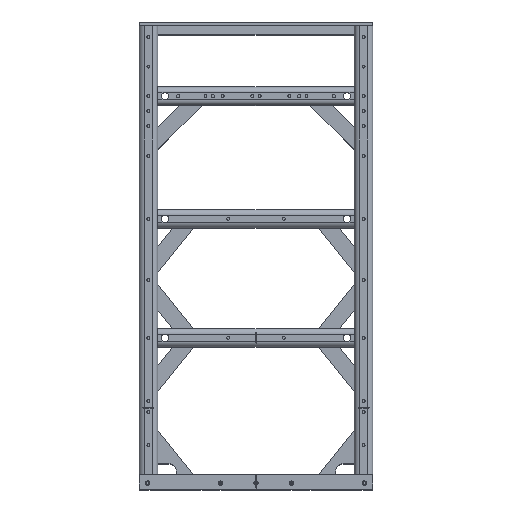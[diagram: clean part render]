
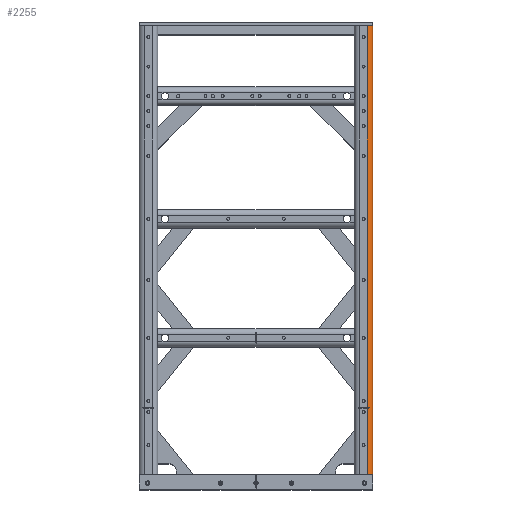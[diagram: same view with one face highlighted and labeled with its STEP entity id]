
A CAD part, top view. The second image highlights one B-rep face of the part: STEP entity #2255.
In plain terms, the highlighted cylindrical face has radius 9.525 mm (diameter 19.05 mm), a partial arc.
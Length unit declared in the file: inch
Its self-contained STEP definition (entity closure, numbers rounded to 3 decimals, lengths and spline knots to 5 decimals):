
#426 = CARTESIAN_POINT ( 'NONE',  ( 7.49902, 4.49263, 4.33071 ) ) ;
#2255 = ADVANCED_FACE ( 'NONE', ( #6832 ), #6829, .T. ) ;
#5549 = VERTEX_POINT ( 'NONE', #426 ) ;
#6829 = CYLINDRICAL_SURFACE ( 'NONE', #43344, 0.375 ) ;
#6832 = FACE_OUTER_BOUND ( 'NONE', #37441, .T. ) ;
#8830 = DIRECTION ( 'NONE',  ( 0., 0., 1. ) ) ;
#8839 = DIRECTION ( 'NONE',  ( 0., 1., 0. ) ) ;
#8855 = CARTESIAN_POINT ( 'NONE',  ( 7.49902, 0., 3.95571 ) ) ;
#8971 = DIRECTION ( 'NONE',  ( 0., -1., 0. ) ) ;
#9004 = CARTESIAN_POINT ( 'NONE',  ( 7.58085, 4.49935, 4.32398 ) ) ;
#9008 = CARTESIAN_POINT ( 'NONE',  ( 7.54021, 4.49263, 4.33071 ) ) ;
#9009 = CARTESIAN_POINT ( 'NONE',  ( 7.49902, 4.49263, 4.33071 ) ) ;
#9013 = CARTESIAN_POINT ( 'NONE',  ( 7.61985, 4.51263, 4.31071 ) ) ;
#9085 = CARTESIAN_POINT ( 'NONE',  ( 7.87402, 30.27713, 3.95571 ) ) ;
#9196 = CARTESIAN_POINT ( 'NONE',  ( 7.61985, 4.51263, 4.31071 ) ) ;
#9200 = DIRECTION ( 'NONE',  ( 0., 1., 0. ) ) ;
#9214 = DIRECTION ( 'NONE',  ( 0., 0., 1. ) ) ;
#9215 = CARTESIAN_POINT ( 'NONE',  ( 7.49902, 30.27713, 3.95571 ) ) ;
#9313 = CARTESIAN_POINT ( 'NONE',  ( 7.58085, 4.5259, 4.32398 ) ) ;
#9314 = CARTESIAN_POINT ( 'NONE',  ( 7.54021, 4.53263, 4.33071 ) ) ;
#9315 = CARTESIAN_POINT ( 'NONE',  ( 7.49902, 4.53263, 4.33071 ) ) ;
#10514 =( BOUNDED_CURVE ( )  B_SPLINE_CURVE ( 3, ( #9013, #9004, #9008, #9009 ),
 .UNSPECIFIED., .F., .T. ) 
 B_SPLINE_CURVE_WITH_KNOTS ( ( 4, 4 ),
 ( 5.95512, 6.28319 ),
 .UNSPECIFIED. ) 
 CURVE ( )  GEOMETRIC_REPRESENTATION_ITEM ( )  RATIONAL_B_SPLINE_CURVE ( ( 1., 0.991, 0.991, 1. ) ) 
 REPRESENTATION_ITEM ( '' )  );
#10522 =( BOUNDED_CURVE ( )  B_SPLINE_CURVE ( 3, ( #9315, #9314, #9313, #9196 ),
 .UNSPECIFIED., .F., .T. ) 
 B_SPLINE_CURVE_WITH_KNOTS ( ( 4, 4 ),
 ( 3.14159, 3.46966 ),
 .UNSPECIFIED. ) 
 CURVE ( )  GEOMETRIC_REPRESENTATION_ITEM ( )  RATIONAL_B_SPLINE_CURVE ( ( 1., 0.991, 0.991, 1. ) ) 
 REPRESENTATION_ITEM ( '' )  );
#11146 = VECTOR ( 'NONE', #40648, 39.37008 ) ;
#11194 = LINE ( 'NONE', #40653, #11146 ) ;
#17360 = CARTESIAN_POINT ( 'NONE',  ( 7.49902, 30.27713, 3.95571 ) ) ;
#17424 = DIRECTION ( 'NONE',  ( 0., -1., 0. ) ) ;
#17445 = DIRECTION ( 'NONE',  ( 0., 0., -1. ) ) ;
#18116 = ORIENTED_EDGE ( 'NONE', *, *, #35424, .F. ) ;
#18131 = ORIENTED_EDGE ( 'NONE', *, *, #35554, .T. ) ;
#18165 = ORIENTED_EDGE ( 'NONE', *, *, #41905, .T. ) ;
#18186 = ORIENTED_EDGE ( 'NONE', *, *, #35355, .F. ) ;
#18207 = ORIENTED_EDGE ( 'NONE', *, *, #35319, .T. ) ;
#18270 = ORIENTED_EDGE ( 'NONE', *, *, #35343, .T. ) ;
#19137 = ORIENTED_EDGE ( 'NONE', *, *, #35240, .T. ) ;
#21017 = VERTEX_POINT ( 'NONE', #36643 ) ;
#21072 = VERTEX_POINT ( 'NONE', #36304 ) ;
#21157 = VERTEX_POINT ( 'NONE', #36261 ) ;
#21581 = VERTEX_POINT ( 'NONE', #35731 ) ;
#21591 = VERTEX_POINT ( 'NONE', #35741 ) ;
#21687 = VERTEX_POINT ( 'NONE', #35705 ) ;
#35240 = EDGE_CURVE ( 'NONE', #21157, #21591, #45873, .T. ) ;
#35319 = EDGE_CURVE ( 'NONE', #21687, #5549, #10514, .T. ) ;
#35343 = EDGE_CURVE ( 'NONE', #21591, #21687, #10522, .T. ) ;
#35355 = EDGE_CURVE ( 'NONE', #21157, #21072, #45138, .T. ) ;
#35424 = EDGE_CURVE ( 'NONE', #21072, #21581, #45422, .T. ) ;
#35554 = EDGE_CURVE ( 'NONE', #21017, #21581, #45601, .T. ) ;
#35705 = CARTESIAN_POINT ( 'NONE',  ( 7.61985, 4.51263, 4.31071 ) ) ;
#35731 = CARTESIAN_POINT ( 'NONE',  ( 7.87402, 0., 3.95571 ) ) ;
#35741 = CARTESIAN_POINT ( 'NONE',  ( 7.49902, 4.53263, 4.33071 ) ) ;
#36261 = CARTESIAN_POINT ( 'NONE',  ( 7.49902, 30.27713, 4.33071 ) ) ;
#36304 = CARTESIAN_POINT ( 'NONE',  ( 7.87402, 30.27713, 3.95571 ) ) ;
#36643 = CARTESIAN_POINT ( 'NONE',  ( 7.49902, 0., 4.33071 ) ) ;
#36990 = CARTESIAN_POINT ( 'NONE',  ( 7.49902, 30.27713, 4.33071 ) ) ;
#37111 = DIRECTION ( 'NONE',  ( 0., -1., 0. ) ) ;
#37441 = EDGE_LOOP ( 'NONE', ( #18270, #18207, #18165, #18131, #18116, #18186, #19137 ) ) ;
#38690 = AXIS2_PLACEMENT_3D ( 'NONE', #9215, #9200, #9214 ) ;
#38951 = AXIS2_PLACEMENT_3D ( 'NONE', #8855, #8839, #8830 ) ;
#40648 = DIRECTION ( 'NONE',  ( 0., -1., 0. ) ) ;
#40653 = CARTESIAN_POINT ( 'NONE',  ( 7.49902, 30.27713, 4.33071 ) ) ;
#41905 = EDGE_CURVE ( 'NONE', #5549, #21017, #11194, .T. ) ;
#43344 = AXIS2_PLACEMENT_3D ( 'NONE', #17360, #17424, #17445 ) ;
#45138 = CIRCLE ( 'NONE', #38690, 0.375 ) ;
#45414 = VECTOR ( 'NONE', #8971, 39.37008 ) ;
#45422 = LINE ( 'NONE', #9085, #45414 ) ;
#45601 = CIRCLE ( 'NONE', #38951, 0.375 ) ;
#45873 = LINE ( 'NONE', #36990, #46003 ) ;
#46003 = VECTOR ( 'NONE', #37111, 39.37008 ) ;
